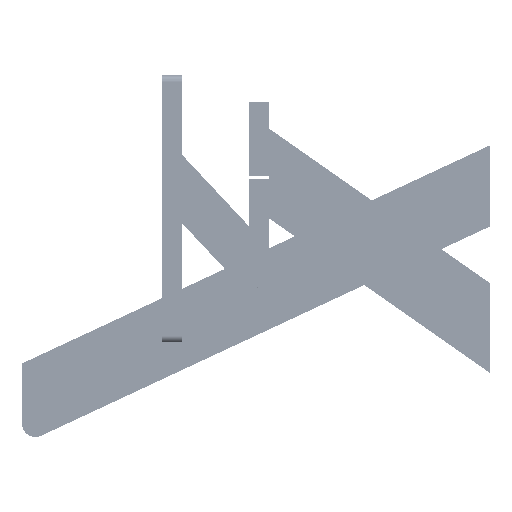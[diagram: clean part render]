
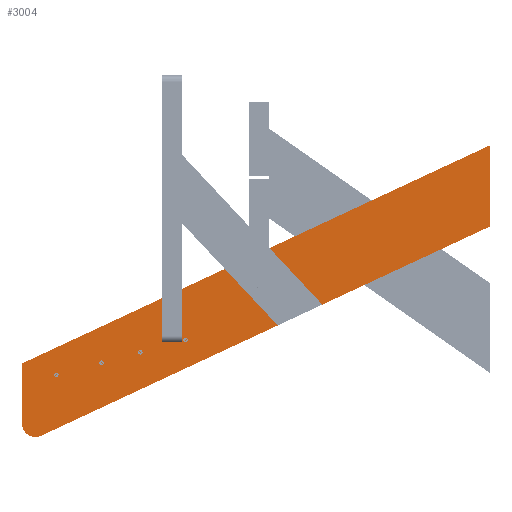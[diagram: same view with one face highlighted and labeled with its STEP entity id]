
A CAD part, left-side view. The second image highlights one B-rep face of the part: STEP entity #3004.
In plain terms, the highlighted planar face has unit normal (-1, 0, 0).
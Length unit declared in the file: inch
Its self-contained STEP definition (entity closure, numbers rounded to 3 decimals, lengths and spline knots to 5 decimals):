
#472=PLANE('',#3453);
#555=FACE_OUTER_BOUND('',#715,.T.);
#715=EDGE_LOOP('',(#2112,#2113,#2114,#2115,#2116));
#877=LINE('',#4510,#1134);
#878=LINE('',#4512,#1135);
#879=LINE('',#4514,#1136);
#880=LINE('',#4515,#1137);
#1134=VECTOR('',#3730,0.3937);
#1135=VECTOR('',#3731,0.3937);
#1136=VECTOR('',#3732,0.3937);
#1137=VECTOR('',#3733,0.3937);
#1390=CIRCLE('',#3452,1.);
#1417=VERTEX_POINT('',#4503);
#1418=VERTEX_POINT('',#4505);
#1419=VERTEX_POINT('',#4509);
#1420=VERTEX_POINT('',#4511);
#1421=VERTEX_POINT('',#4513);
#1694=EDGE_CURVE('',#1417,#1418,#1390,.T.);
#1696=EDGE_CURVE('',#1419,#1417,#877,.T.);
#1697=EDGE_CURVE('',#1420,#1419,#878,.T.);
#1698=EDGE_CURVE('',#1421,#1420,#879,.T.);
#1699=EDGE_CURVE('',#1418,#1421,#880,.T.);
#2112=ORIENTED_EDGE('',*,*,#1694,.F.);
#2113=ORIENTED_EDGE('',*,*,#1696,.F.);
#2114=ORIENTED_EDGE('',*,*,#1697,.F.);
#2115=ORIENTED_EDGE('',*,*,#1698,.F.);
#2116=ORIENTED_EDGE('',*,*,#1699,.F.);
#3004=ADVANCED_FACE('',(#555),#472,.F.);
#3452=AXIS2_PLACEMENT_3D('',#4506,#3725,#3726);
#3453=AXIS2_PLACEMENT_3D('',#4508,#3728,#3729);
#3725=DIRECTION('center_axis',(1.,0.,0.));
#3726=DIRECTION('ref_axis',(0.,0.537,-0.843));
#3728=DIRECTION('center_axis',(1.,0.,0.));
#3729=DIRECTION('ref_axis',(0.,0.,-1.));
#3730=DIRECTION('',(0.,0.906,-0.423));
#3731=DIRECTION('',(0.,0.,-1.));
#3732=DIRECTION('',(0.,-0.906,0.423));
#3733=DIRECTION('',(0.,0.,1.));
#4503=CARTESIAN_POINT('',(0.,33.57738,-21.72597));
#4505=CARTESIAN_POINT('',(0.,35.,-20.81966));
#4506=CARTESIAN_POINT('Origin',(0.,34.,-20.81966));
#4508=CARTESIAN_POINT('Origin',(0.,17.5,-11.19467));
#4509=CARTESIAN_POINT('',(0.,0.,-6.06858));
#4510=CARTESIAN_POINT('',(0.,0.,-6.06858));
#4511=CARTESIAN_POINT('',(0.,0.,0.));
#4512=CARTESIAN_POINT('',(0.,0.,0.));
#4513=CARTESIAN_POINT('',(0.,35.,-16.32077));
#4514=CARTESIAN_POINT('',(0.,35.,-16.32077));
#4515=CARTESIAN_POINT('',(0.,35.,-22.38935));
